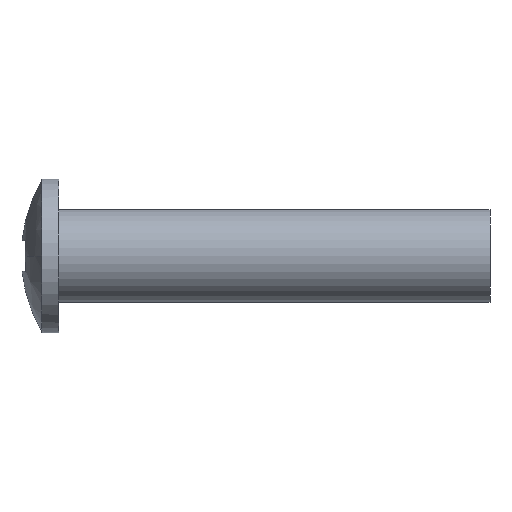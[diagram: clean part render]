
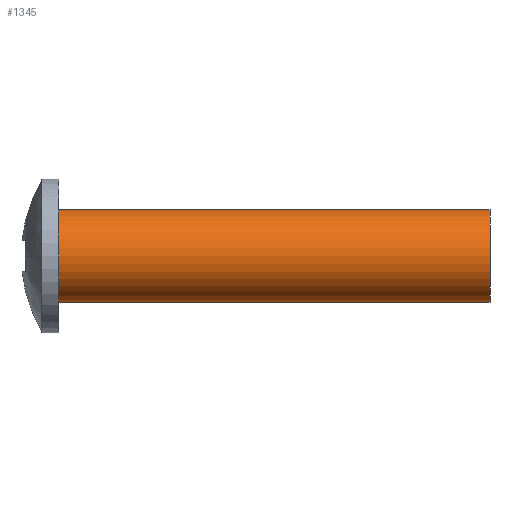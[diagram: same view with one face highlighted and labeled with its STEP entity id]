
A CAD part, front view. The second image highlights one B-rep face of the part: STEP entity #1345.
In plain terms, the highlighted cylindrical face has radius 2.388 mm (diameter 4.775 mm), a partial arc.
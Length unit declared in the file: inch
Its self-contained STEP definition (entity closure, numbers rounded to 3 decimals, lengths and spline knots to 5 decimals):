
#7 = DIRECTION ( 'NONE',  ( 1., 0., 0. ) ) ;
#248 = CARTESIAN_POINT ( 'NONE',  ( -1.39087, 0., -0.094 ) ) ;
#326 = CIRCLE ( 'NONE', #1549, 0.094 ) ;
#427 = CARTESIAN_POINT ( 'NONE',  ( -1.125, 0., -0.094 ) ) ;
#463 = DIRECTION ( 'NONE',  ( 1., 0., 0. ) ) ;
#483 = DIRECTION ( 'NONE',  ( 0., 0., -1. ) ) ;
#546 = LINE ( 'NONE', #2654, #861 ) ;
#621 = CYLINDRICAL_SURFACE ( 'NONE', #2637, 0.094 ) ;
#720 = ORIENTED_EDGE ( 'NONE', *, *, #1657, .F. ) ;
#861 = VECTOR ( 'NONE', #1026, 39.37008 ) ;
#877 = DIRECTION ( 'NONE',  ( 1., 0., 0. ) ) ;
#930 = DIRECTION ( 'NONE',  ( 0., 0., 1. ) ) ;
#1014 = ORIENTED_EDGE ( 'NONE', *, *, #1150, .T. ) ;
#1026 = DIRECTION ( 'NONE',  ( 1., 0., 0. ) ) ;
#1099 = VERTEX_POINT ( 'NONE', #427 ) ;
#1134 = CARTESIAN_POINT ( 'NONE',  ( -0.25, 0., 0.094 ) ) ;
#1142 = DIRECTION ( 'NONE',  ( 1., 0., 0. ) ) ;
#1150 = EDGE_CURVE ( 'NONE', #1571, #1099, #326, .T. ) ;
#1187 = CARTESIAN_POINT ( 'NONE',  ( -1.39087, 0., 0. ) ) ;
#1218 = VECTOR ( 'NONE', #7, 39.37008 ) ;
#1226 = AXIS2_PLACEMENT_3D ( 'NONE', #1548, #877, #2749 ) ;
#1261 = LINE ( 'NONE', #248, #1218 ) ;
#1303 = ORIENTED_EDGE ( 'NONE', *, *, #2364, .T. ) ;
#1345 = ADVANCED_FACE ( 'NONE', ( #2102 ), #621, .T. ) ;
#1548 = CARTESIAN_POINT ( 'NONE',  ( -0.25, 0., 0. ) ) ;
#1549 = AXIS2_PLACEMENT_3D ( 'NONE', #1865, #1142, #930 ) ;
#1571 = VERTEX_POINT ( 'NONE', #2631 ) ;
#1642 = EDGE_LOOP ( 'NONE', ( #720, #1014, #1303, #2327 ) ) ;
#1646 = VERTEX_POINT ( 'NONE', #2874 ) ;
#1657 = EDGE_CURVE ( 'NONE', #1571, #2948, #546, .T. ) ;
#1865 = CARTESIAN_POINT ( 'NONE',  ( -1.125, 0., 0. ) ) ;
#2102 = FACE_OUTER_BOUND ( 'NONE', #1642, .T. ) ;
#2165 = EDGE_CURVE ( 'NONE', #2948, #1646, #2701, .T. ) ;
#2327 = ORIENTED_EDGE ( 'NONE', *, *, #2165, .F. ) ;
#2364 = EDGE_CURVE ( 'NONE', #1099, #1646, #1261, .T. ) ;
#2631 = CARTESIAN_POINT ( 'NONE',  ( -1.125, 0., 0.094 ) ) ;
#2637 = AXIS2_PLACEMENT_3D ( 'NONE', #1187, #463, #483 ) ;
#2654 = CARTESIAN_POINT ( 'NONE',  ( -1.39087, 0., 0.094 ) ) ;
#2701 = CIRCLE ( 'NONE', #1226, 0.094 ) ;
#2749 = DIRECTION ( 'NONE',  ( 0., 0., -1. ) ) ;
#2874 = CARTESIAN_POINT ( 'NONE',  ( -0.25, 0., -0.094 ) ) ;
#2948 = VERTEX_POINT ( 'NONE', #1134 ) ;
